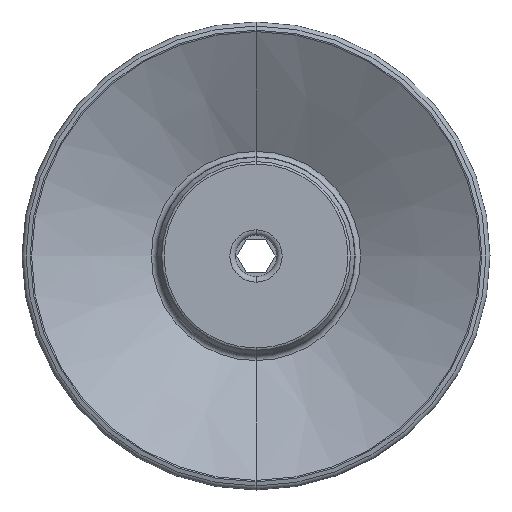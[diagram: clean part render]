
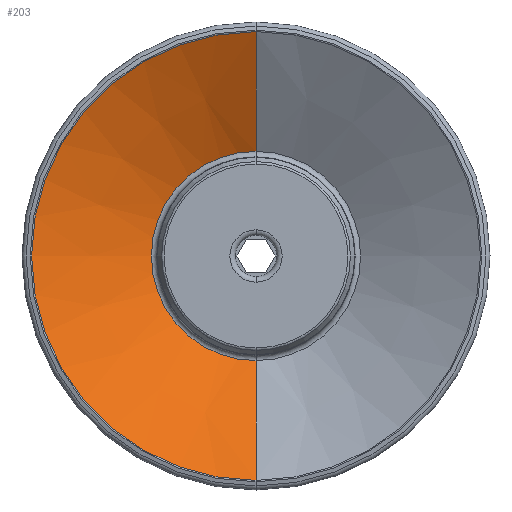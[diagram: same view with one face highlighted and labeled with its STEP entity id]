
A CAD part, front view. The second image highlights one B-rep face of the part: STEP entity #203.
In plain terms, the highlighted conical face has half-angle 61.475 degrees and reference radius 40.75 mm.
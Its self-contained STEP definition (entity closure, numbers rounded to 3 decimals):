
#203=ADVANCED_FACE('',(#518),#519,.F.);
#518=FACE_OUTER_BOUND('',#956,.T.);
#519=CONICAL_SURFACE('',#957,40.75,1.073);
#956=EDGE_LOOP('',(#4227,#4228,#4229,#4230));
#957=AXIS2_PLACEMENT_3D('',#4231,#4232,#4233);
#4227=ORIENTED_EDGE('',*,*,#5251,.T.);
#4228=ORIENTED_EDGE('',*,*,#5252,.T.);
#4229=ORIENTED_EDGE('',*,*,#5248,.F.);
#4230=ORIENTED_EDGE('',*,*,#5253,.F.);
#4231=CARTESIAN_POINT('',(0.0,-40.691,0.0));
#4232=DIRECTION('',(0.0,-1.0,-0.0));
#4233=DIRECTION('',(0.0,0.0,-1.0));
#5248=EDGE_CURVE('',#5741,#5743,#5744,.T.);
#5251=EDGE_CURVE('',#5747,#5748,#5749,.T.);
#5252=EDGE_CURVE('',#5748,#5743,#5750,.T.);
#5253=EDGE_CURVE('',#5747,#5741,#5751,.T.);
#5741=VERTEX_POINT('',#6405);
#5743=VERTEX_POINT('',#6408);
#5744=CIRCLE('',#6409,40.75);
#5747=VERTEX_POINT('',#6413);
#5748=VERTEX_POINT('',#6414);
#5749=CIRCLE('',#6415,19.0);
#5750=LINE('',#6416,#6417);
#5751=LINE('',#6418,#6419);
#6405=CARTESIAN_POINT('',(0.0,-40.691,-40.75));
#6408=CARTESIAN_POINT('',(0.,-40.691,40.75));
#6409=AXIS2_PLACEMENT_3D('',#8334,#8335,#8336);
#6413=CARTESIAN_POINT('',(0.,-28.87,-19.0));
#6414=CARTESIAN_POINT('',(0.0,-28.87,19.0));
#6415=AXIS2_PLACEMENT_3D('',#8338,#8339,#8340);
#6416=CARTESIAN_POINT('',(0.,-40.691,40.75));
#6417=VECTOR('',#8341,1000.0);
#6418=CARTESIAN_POINT('',(0.0,-40.691,-40.75));
#6419=VECTOR('',#8342,1000.0);
#8334=CARTESIAN_POINT('',(0.0,-40.691,0.0));
#8335=DIRECTION('',(0.0,1.0,0.0));
#8336=DIRECTION('',(0.0,0.0,1.0));
#8338=CARTESIAN_POINT('',(0.0,-28.87,0.0));
#8339=DIRECTION('',(0.0,1.0,0.0));
#8340=DIRECTION('',(0.0,0.0,1.0));
#8341=DIRECTION('',(0.,-0.478,0.879));
#8342=DIRECTION('',(0.0,-0.478,-0.879));
